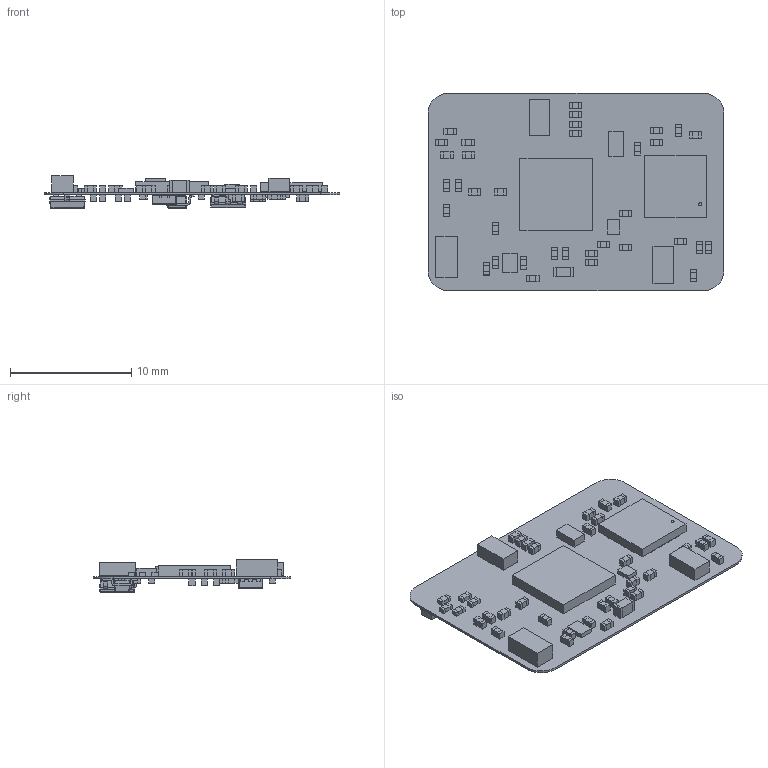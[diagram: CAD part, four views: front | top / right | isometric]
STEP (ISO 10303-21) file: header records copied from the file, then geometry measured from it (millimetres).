
FILE_DESCRIPTION(('Open CASCADE Model'),'2;1');
FILE_NAME('Open CASCADE Shape Model','2021-06-02T12:05:01',('Author'),( 'Open CASCADE'),'Open CASCADE STEP processor 6.8','Open CASCADE 6.8' ,'Unknown');
FILE_SCHEMA(('AUTOMOTIVE_DESIGN { 1 0 10303 214 1 1 1 1 }'));
Length unit declared in the file: millimetre
Products named in the file (104): PCB; Board; Open CASCADE STEP translator 6.8 1.1.1; C25; C0402; C1; X1; 6788776672; Extruded; U6; 5992913008; F1; U5; 5990927024; R8; R0402; C28; C29; C24; R7; R6; R5; D3; LED0402; C7; C11; R2; C5; C21; U1; IC_Texas_Instruments_LP5912Q3_3DRVRQ1_eec; BODY-SON; FRAME-DRV0006B; Texas_Logo_Yury; Texas_Logo_Yury_-_Copy; R1; U9; DBV0005AaksMF05A; BODY_MF05A; LEAD_MF05F ...
Assembly tree (163 placements, depth 4):
  PCB
    Board
      Open CASCADE STEP translator 6.8 1.1.1
    C25
      C0402
    C1
      C0402
    X1
      6788776672
        Extruded
    U6
      5992913008
        Extruded
    F1
      C0402
    U5
      5990927024
        Extruded
    R8
      R0402
    C28
      C0402
    C29
      C0402
    C24
      C0402
    R7
      R0402
    R6
      R0402
    R5
      R0402
    D3
      LED0402
    C7
      C0402
    C11
      C0402
    R2
      R0402
    C5
      C0402
    C21
      C0402
    U1
      IC_Texas_Instruments_LP5912Q3_3DRVRQ1_eec
        BODY-SON
        FRAME-DRV0006B
        Texas_Logo_Yury
        Texas_Logo_Yury_-_Copy
    R1
      R0402
    U9
      DBV0005AaksMF05A
        BODY_MF05A
        LEAD_MF05F  x5
    C35
      C0402
    C34
      C0402
Bounding box: 24.39 x 16.26 x 2.71 mm (x, y, z)
Volume: 183.8 mm3; surface area: 1389.2 mm2
Topology: 263 solids, 263 shells, 2504 faces, 5842 edges, 3864 vertices
Faces by surface type: plane 2014, bspline 332, cylinder 130, sphere 28
Full cylindrical faces by diameter (mm): 0.254 x1, 0.255 x1
Entity records: 50508 total; most frequent: CARTESIAN_POINT 12950, ORIENTED_EDGE 7412, DIRECTION 5824, EDGE_CURVE 3706, LINE 2852, VECTOR 2852, VERTEX_POINT 2440, FACE_BOUND 1488
